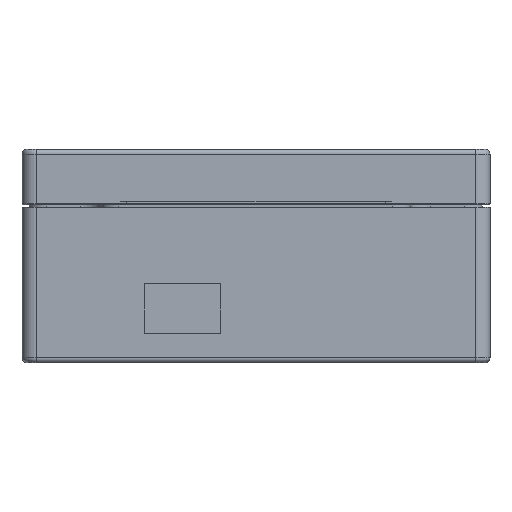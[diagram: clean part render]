
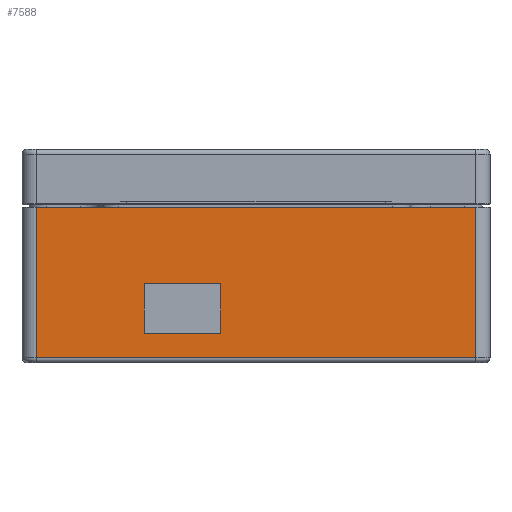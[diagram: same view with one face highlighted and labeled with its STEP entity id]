
A CAD part, front view. The second image highlights one B-rep face of the part: STEP entity #7588.
In plain terms, the highlighted planar face has unit normal (0, -1, 0).
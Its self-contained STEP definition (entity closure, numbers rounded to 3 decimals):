
#113=FACE_BOUND('',#1174,.T.);
#317=PLANE('',#8490);
#711=FACE_OUTER_BOUND('',#1173,.T.);
#1173=EDGE_LOOP('',(#6949,#6950,#6951,#6952));
#1174=EDGE_LOOP('',(#6953,#6954,#6955,#6956));
#1510=LINE('',#12224,#2174);
#1513=LINE('',#12230,#2177);
#1516=LINE('',#12236,#2180);
#1519=LINE('',#12240,#2183);
#1850=LINE('',#13214,#2514);
#1863=LINE('',#13255,#2527);
#1864=LINE('',#13257,#2528);
#1865=LINE('',#13258,#2529);
#2174=VECTOR('',#9802,10.);
#2177=VECTOR('',#9807,10.);
#2180=VECTOR('',#9812,10.);
#2183=VECTOR('',#9817,10.);
#2514=VECTOR('',#10772,1000.);
#2527=VECTOR('',#10807,1000.);
#2528=VECTOR('',#10808,1000.);
#2529=VECTOR('',#10809,1000.);
#3348=VERTEX_POINT('',#12221);
#3349=VERTEX_POINT('',#12223);
#3351=VERTEX_POINT('',#12229);
#3353=VERTEX_POINT('',#12235);
#3683=VERTEX_POINT('',#13211);
#3684=VERTEX_POINT('',#13213);
#3701=VERTEX_POINT('',#13254);
#3702=VERTEX_POINT('',#13256);
#4286=EDGE_CURVE('',#3349,#3348,#1510,.T.);
#4289=EDGE_CURVE('',#3351,#3349,#1513,.T.);
#4292=EDGE_CURVE('',#3353,#3351,#1516,.T.);
#4295=EDGE_CURVE('',#3348,#3353,#1519,.T.);
#4778=EDGE_CURVE('',#3683,#3684,#1850,.T.);
#4798=EDGE_CURVE('',#3683,#3701,#1863,.T.);
#4799=EDGE_CURVE('',#3701,#3702,#1864,.T.);
#4800=EDGE_CURVE('',#3702,#3684,#1865,.T.);
#6949=ORIENTED_EDGE('',*,*,#4798,.T.);
#6950=ORIENTED_EDGE('',*,*,#4799,.T.);
#6951=ORIENTED_EDGE('',*,*,#4800,.T.);
#6952=ORIENTED_EDGE('',*,*,#4778,.F.);
#6953=ORIENTED_EDGE('',*,*,#4286,.T.);
#6954=ORIENTED_EDGE('',*,*,#4295,.T.);
#6955=ORIENTED_EDGE('',*,*,#4292,.T.);
#6956=ORIENTED_EDGE('',*,*,#4289,.T.);
#7588=ADVANCED_FACE('',(#711,#113),#317,.F.);
#8490=AXIS2_PLACEMENT_3D('',#13253,#10805,#10806);
#9802=DIRECTION('',(-1.,0.,0.));
#9807=DIRECTION('',(0.,0.,-1.));
#9812=DIRECTION('',(1.,0.,0.));
#9817=DIRECTION('',(0.,0.,1.));
#10772=DIRECTION('',(1.,0.,0.));
#10805=DIRECTION('center_axis',(0.,1.,0.));
#10806=DIRECTION('ref_axis',(-1.,0.,0.));
#10807=DIRECTION('',(0.,0.,-1.));
#10808=DIRECTION('',(1.,0.,0.));
#10809=DIRECTION('',(0.,0.,1.));
#12221=CARTESIAN_POINT('',(-28.9,-85.471,7.55));
#12223=CARTESIAN_POINT('',(-9.1,-85.471,7.55));
#12224=CARTESIAN_POINT('',(25.676,-85.471,7.55));
#12229=CARTESIAN_POINT('',(-9.1,-85.471,20.45));
#12230=CARTESIAN_POINT('',(-9.1,-85.471,30.291));
#12235=CARTESIAN_POINT('',(-28.9,-85.471,20.45));
#12236=CARTESIAN_POINT('',(15.776,-85.471,20.45));
#12240=CARTESIAN_POINT('',(-28.9,-85.471,23.841));
#13211=CARTESIAN_POINT('',(-56.755,-85.471,40.132));
#13213=CARTESIAN_POINT('',(56.755,-85.471,40.132));
#13214=CARTESIAN_POINT('',(60.452,-85.471,40.132));
#13253=CARTESIAN_POINT('Origin',(60.452,-85.471,40.132));
#13254=CARTESIAN_POINT('',(-56.755,-85.471,1.232));
#13255=CARTESIAN_POINT('',(-56.755,-85.471,40.132));
#13256=CARTESIAN_POINT('',(56.755,-85.471,1.232));
#13257=CARTESIAN_POINT('',(60.452,-85.471,1.232));
#13258=CARTESIAN_POINT('',(56.755,-85.471,40.132));
